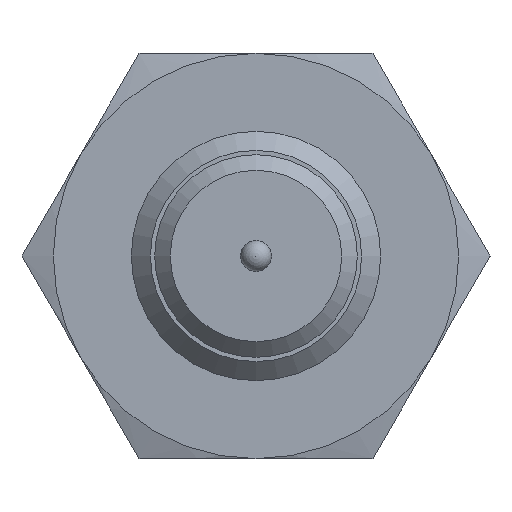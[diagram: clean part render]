
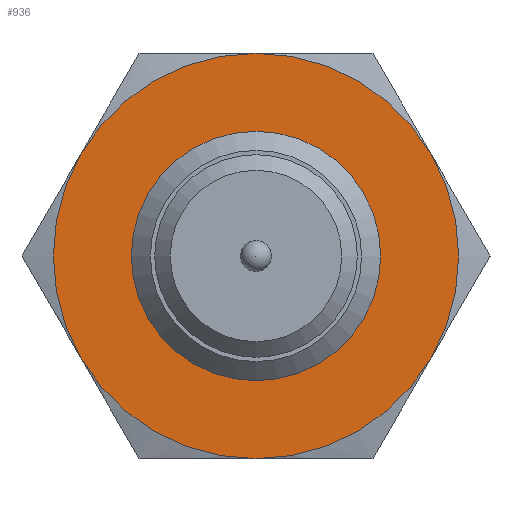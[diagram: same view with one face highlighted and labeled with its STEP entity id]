
A CAD part, left-side view. The second image highlights one B-rep face of the part: STEP entity #936.
In plain terms, the highlighted planar face has unit normal (-1, 0, 0).
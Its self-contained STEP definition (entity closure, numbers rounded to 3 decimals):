
#189=ORIENTED_EDGE('',*,*,#422,.F.);
#190=ORIENTED_EDGE('',*,*,#424,.F.);
#191=ORIENTED_EDGE('',*,*,#427,.F.);
#192=ORIENTED_EDGE('',*,*,#438,.F.);
#193=ORIENTED_EDGE('',*,*,#417,.F.);
#194=ORIENTED_EDGE('',*,*,#418,.F.);
#195=ORIENTED_EDGE('',*,*,#430,.T.);
#417=EDGE_CURVE('',#545,#543,#627,.T.);
#418=EDGE_CURVE('',#546,#545,#628,.T.);
#422=EDGE_CURVE('',#549,#546,#629,.T.);
#424=EDGE_CURVE('',#550,#549,#630,.T.);
#427=EDGE_CURVE('',#552,#550,#631,.T.);
#430=EDGE_CURVE('',#554,#554,#632,.T.);
#438=EDGE_CURVE('',#543,#552,#640,.T.);
#543=VERTEX_POINT('',#1444);
#545=VERTEX_POINT('',#1450);
#546=VERTEX_POINT('',#1454);
#549=VERTEX_POINT('',#1470);
#550=VERTEX_POINT('',#1478);
#552=VERTEX_POINT('',#1490);
#554=VERTEX_POINT('',#1502);
#627=CIRCLE('',#1013,6.5);
#628=CIRCLE('',#1015,6.5);
#629=CIRCLE('',#1017,6.5);
#630=CIRCLE('',#1019,6.5);
#631=CIRCLE('',#1021,6.5);
#632=CIRCLE('',#1023,4.);
#640=CIRCLE('',#1039,6.5);
#704=EDGE_LOOP('',(#189,#190,#191,#192,#193,#194));
#705=EDGE_LOOP('',(#195));
#808=FACE_BOUND('',#704,.T.);
#809=FACE_BOUND('',#705,.T.);
#894=PLANE('',#1038);
#936=ADVANCED_FACE('',(#808,#809),#894,.F.);
#1013=AXIS2_PLACEMENT_3D('',#1451,#1153,#1154);
#1015=AXIS2_PLACEMENT_3D('',#1453,#1157,#1158);
#1017=AXIS2_PLACEMENT_3D('',#1471,#1161,#1162);
#1019=AXIS2_PLACEMENT_3D('',#1477,#1165,#1166);
#1021=AXIS2_PLACEMENT_3D('',#1489,#1169,#1170);
#1023=AXIS2_PLACEMENT_3D('',#1501,#1173,#1174);
#1038=AXIS2_PLACEMENT_3D('',#1524,#1203,#1204);
#1039=AXIS2_PLACEMENT_3D('',#1525,#1205,#1206);
#1153=DIRECTION('',(1.,0.,0.));
#1154=DIRECTION('',(0.,0.,-1.));
#1157=DIRECTION('',(1.,0.,0.));
#1158=DIRECTION('',(0.,0.,-1.));
#1161=DIRECTION('',(1.,0.,0.));
#1162=DIRECTION('',(0.,0.,-1.));
#1165=DIRECTION('',(1.,0.,0.));
#1166=DIRECTION('',(0.,0.,-1.));
#1169=DIRECTION('',(1.,0.,0.));
#1170=DIRECTION('',(0.,0.,-1.));
#1173=DIRECTION('',(1.,0.,0.));
#1174=DIRECTION('',(0.,0.,-1.));
#1203=DIRECTION('',(1.,0.,0.));
#1204=DIRECTION('',(0.,0.,-1.));
#1205=DIRECTION('',(1.,0.,0.));
#1206=DIRECTION('',(0.,0.,-1.));
#1444=CARTESIAN_POINT('',(7.5,-5.629,3.25));
#1450=CARTESIAN_POINT('',(7.5,0.,6.5));
#1451=CARTESIAN_POINT('',(7.5,0.,0.));
#1453=CARTESIAN_POINT('',(7.5,0.,0.));
#1454=CARTESIAN_POINT('',(7.5,5.629,3.25));
#1470=CARTESIAN_POINT('',(7.5,5.629,-3.25));
#1471=CARTESIAN_POINT('',(7.5,0.,0.));
#1477=CARTESIAN_POINT('',(7.5,0.,0.));
#1478=CARTESIAN_POINT('',(7.5,0.,-6.5));
#1489=CARTESIAN_POINT('',(7.5,0.,0.));
#1490=CARTESIAN_POINT('',(7.5,-5.629,-3.25));
#1501=CARTESIAN_POINT('',(7.5,0.,0.));
#1502=CARTESIAN_POINT('',(7.5,0.,-4.));
#1524=CARTESIAN_POINT('',(7.5,0.,0.));
#1525=CARTESIAN_POINT('',(7.5,0.,0.));
